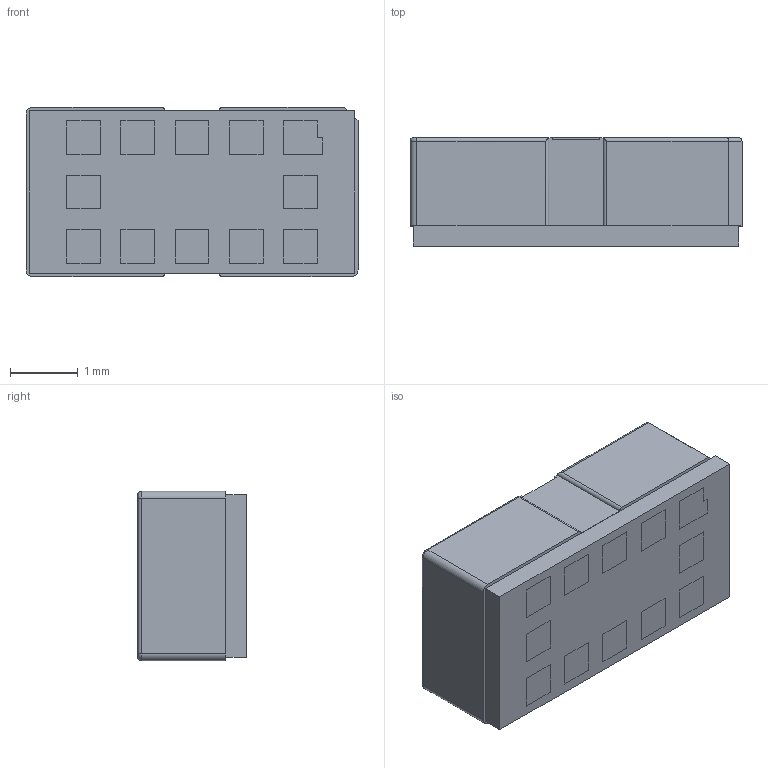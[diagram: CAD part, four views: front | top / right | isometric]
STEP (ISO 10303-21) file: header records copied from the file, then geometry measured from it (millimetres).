
FILE_DESCRIPTION (( 'STEP AP214' ), '1' );
FILE_NAME ('VL53L1CXV0FY-1.STEP', '2018-07-03T23:55:50', ( '' ), ( '' ), 'SwSTEP 2.0', 'SolidWorks 2017', '' );
FILE_SCHEMA (( 'AUTOMOTIVE_DESIGN' ));
Length unit declared in the file: millimetre
Products named in the file (1): VL53L1CXV0FY-1
Bounding box: 4.9 x 1.6 x 2.5 mm (x, y, z)
Volume: 18.9 mm3; surface area: 96.8 mm2
Topology: 16 solids, 16 shells, 222 faces, 510 edges, 336 vertices
Faces by surface type: plane 190, cylinder 29, torus 3
Entity records: 6336 total; most frequent: CARTESIAN_POINT 1087, ORIENTED_EDGE 1020, DIRECTION 999, EDGE_CURVE 510, LINE 455, VECTOR 455, VERTEX_POINT 336, AXIS2_PLACEMENT_3D 272
